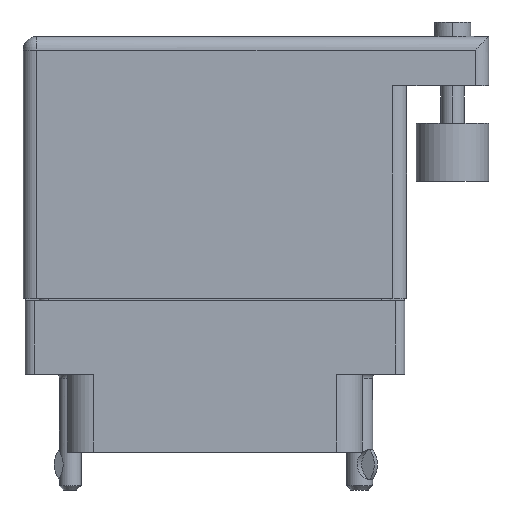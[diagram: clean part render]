
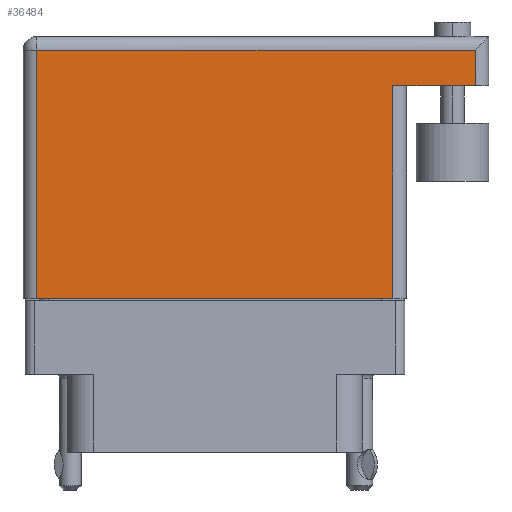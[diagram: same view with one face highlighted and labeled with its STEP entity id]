
A CAD part, front view. The second image highlights one B-rep face of the part: STEP entity #36484.
In plain terms, the highlighted face is planar.
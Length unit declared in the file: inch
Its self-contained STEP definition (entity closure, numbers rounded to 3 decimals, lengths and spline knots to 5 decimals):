
#796 = EDGE_LOOP ( 'NONE', ( #30717, #21952, #27377, #2924, #26976, #18154 ) ) ;
#1215 = LINE ( 'NONE', #3255, #31245 ) ;
#1228 = CARTESIAN_POINT ( 'NONE',  ( 0.6155, -0.1, 0.3575 ) ) ;
#2924 = ORIENTED_EDGE ( 'NONE', *, *, #39101, .T. ) ;
#3255 = CARTESIAN_POINT ( 'NONE',  ( 0.9465, 0.636, 0.3575 ) ) ;
#3530 = VECTOR ( 'NONE', #37689, 39.37008 ) ;
#4347 = LINE ( 'NONE', #19194, #15507 ) ;
#4494 = VERTEX_POINT ( 'NONE', #33013 ) ;
#4722 = LINE ( 'NONE', #14459, #34693 ) ;
#5684 = EDGE_CURVE ( 'NONE', #7202, #8088, #25819, .T. ) ;
#7202 = VERTEX_POINT ( 'NONE', #1228 ) ;
#8088 = VERTEX_POINT ( 'NONE', #25612 ) ;
#9542 = DIRECTION ( 'NONE',  ( 0., -1., 0. ) ) ;
#9979 = DIRECTION ( 'NONE',  ( 1., 0., 0. ) ) ;
#11073 = EDGE_CURVE ( 'NONE', #25016, #13212, #4722, .T. ) ;
#11637 = CARTESIAN_POINT ( 'NONE',  ( 0.8995, 0.806, 0.3575 ) ) ;
#13212 = VERTEX_POINT ( 'NONE', #34870 ) ;
#13862 = VECTOR ( 'NONE', #36756, 39.37008 ) ;
#14291 = FACE_OUTER_BOUND ( 'NONE', #796, .T. ) ;
#14459 = CARTESIAN_POINT ( 'NONE',  ( -0.6625, 0.759, 0.3575 ) ) ;
#14739 = CARTESIAN_POINT ( 'NONE',  ( -0.6625, 0.806, 0.3575 ) ) ;
#14810 = CARTESIAN_POINT ( 'NONE',  ( -0.6155, -0.1, 0.3575 ) ) ;
#15507 = VECTOR ( 'NONE', #9542, 39.37008 ) ;
#15758 = EDGE_CURVE ( 'NONE', #28809, #7202, #27642, .T. ) ;
#16091 = CARTESIAN_POINT ( 'NONE',  ( 0.6155, 0.636, 0.3575 ) ) ;
#17021 = VECTOR ( 'NONE', #9979, 39.37008 ) ;
#17592 = PLANE ( 'NONE',  #39541 ) ;
#18154 = ORIENTED_EDGE ( 'NONE', *, *, #32045, .T. ) ;
#19194 = CARTESIAN_POINT ( 'NONE',  ( -0.6155, -0.1, 0.3575 ) ) ;
#21149 = LINE ( 'NONE', #11637, #13862 ) ;
#21656 = CARTESIAN_POINT ( 'NONE',  ( 0.8995, 0.759, 0.3575 ) ) ;
#21952 = ORIENTED_EDGE ( 'NONE', *, *, #5684, .T. ) ;
#23822 = DIRECTION ( 'NONE',  ( 0., 0., -1. ) ) ;
#25016 = VERTEX_POINT ( 'NONE', #21656 ) ;
#25612 = CARTESIAN_POINT ( 'NONE',  ( 0.6155, 0.636, 0.3575 ) ) ;
#25819 = LINE ( 'NONE', #16091, #3530 ) ;
#26976 = ORIENTED_EDGE ( 'NONE', *, *, #11073, .T. ) ;
#27377 = ORIENTED_EDGE ( 'NONE', *, *, #36124, .F. ) ;
#27642 = LINE ( 'NONE', #28829, #17021 ) ;
#28809 = VERTEX_POINT ( 'NONE', #14810 ) ;
#28829 = CARTESIAN_POINT ( 'NONE',  ( -0.6625, -0.1, 0.3575 ) ) ;
#29492 = DIRECTION ( 'NONE',  ( -1., 0., 0. ) ) ;
#30428 = DIRECTION ( 'NONE',  ( -1., 0., 0. ) ) ;
#30717 = ORIENTED_EDGE ( 'NONE', *, *, #15758, .T. ) ;
#31245 = VECTOR ( 'NONE', #34207, 39.37008 ) ;
#32045 = EDGE_CURVE ( 'NONE', #13212, #28809, #4347, .T. ) ;
#33013 = CARTESIAN_POINT ( 'NONE',  ( 0.8995, 0.636, 0.3575 ) ) ;
#34207 = DIRECTION ( 'NONE',  ( -1., 0., 0. ) ) ;
#34693 = VECTOR ( 'NONE', #29492, 39.37008 ) ;
#34870 = CARTESIAN_POINT ( 'NONE',  ( -0.6155, 0.759, 0.3575 ) ) ;
#36124 = EDGE_CURVE ( 'NONE', #4494, #8088, #1215, .T. ) ;
#36484 = ADVANCED_FACE ( 'NONE', ( #14291 ), #17592, .F. ) ;
#36756 = DIRECTION ( 'NONE',  ( 0., 1., 0. ) ) ;
#37689 = DIRECTION ( 'NONE',  ( 0., 1., 0. ) ) ;
#39101 = EDGE_CURVE ( 'NONE', #4494, #25016, #21149, .T. ) ;
#39541 = AXIS2_PLACEMENT_3D ( 'NONE', #14739, #23822, #30428 ) ;
